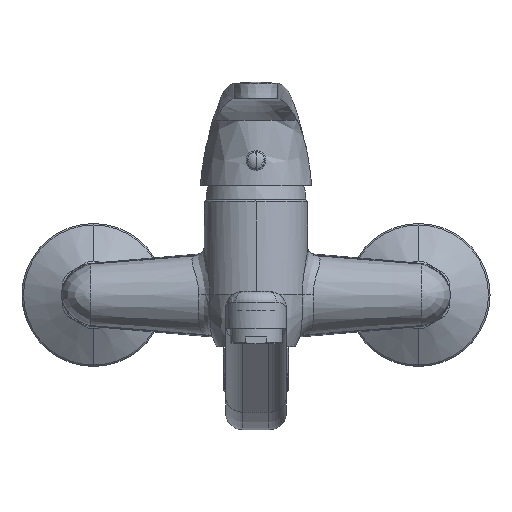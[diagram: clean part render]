
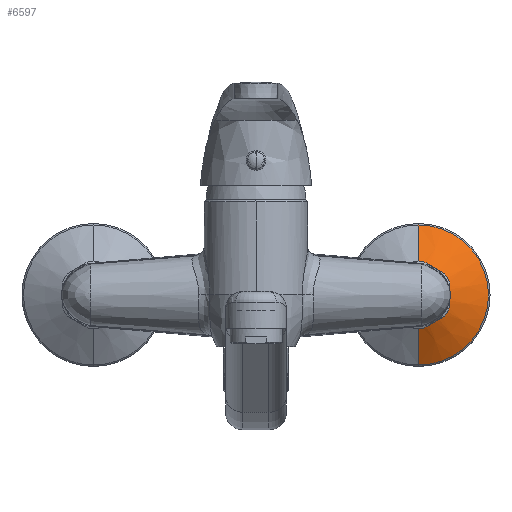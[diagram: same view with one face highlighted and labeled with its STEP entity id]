
A CAD part, top view. The second image highlights one B-rep face of the part: STEP entity #6597.
In plain terms, the highlighted conical face has half-angle 57.619 degrees and reference radius 22.785 mm.
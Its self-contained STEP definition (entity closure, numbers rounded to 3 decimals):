
#41=CARTESIAN_POINT('',(75.,0.,-27.558));
#42=DIRECTION('',(0.,0.,1.));
#43=DIRECTION('',(0.,-1.,0.));
#44=AXIS2_PLACEMENT_3D('',#41,#42,#43);
#46=CARTESIAN_POINT('',(75.,0.,-15.487));
#47=DIRECTION('',(0.,0.,1.));
#48=DIRECTION('',(0.,-1.,0.));
#49=AXIS2_PLACEMENT_3D('',#46,#47,#48);
#56=DIRECTION('',(0.,-0.845,0.536));
#57=VECTOR('',#56,22.54);
#58=CARTESIAN_POINT('',(75.,32.303,-27.558));
#59=LINE('',#58,#57);
#65=DIRECTION('',(0.,0.845,0.536));
#66=VECTOR('',#65,22.54);
#67=CARTESIAN_POINT('',(75.,-32.303,-27.558));
#68=LINE('',#67,#66);
#6442=CARTESIAN_POINT('',(75.,-13.268,-15.487));
#6443=CARTESIAN_POINT('',(75.,13.268,-15.487));
#6444=VERTEX_POINT('',#6442);
#6445=VERTEX_POINT('',#6443);
#6446=CARTESIAN_POINT('',(75.,-32.303,-27.558));
#6447=CARTESIAN_POINT('',(75.,32.303,-27.558));
#6448=VERTEX_POINT('',#6446);
#6449=VERTEX_POINT('',#6447);
#6583=CARTESIAN_POINT('',(75.,0.,-21.523));
#6584=DIRECTION('',(0.,0.,-1.));
#6585=DIRECTION('',(0.,-1.,0.));
#6586=AXIS2_PLACEMENT_3D('',#6583,#6584,#6585);
#6587=CONICAL_SURFACE('',#6586,22.786,57.619);
#6588=ORIENTED_EDGE('',*,*,#6566,.F.);
#6590=ORIENTED_EDGE('',*,*,#6589,.T.);
#6592=ORIENTED_EDGE('',*,*,#6591,.T.);
#6594=ORIENTED_EDGE('',*,*,#6593,.F.);
#6595=EDGE_LOOP('',(#6588,#6590,#6592,#6594));
#6596=FACE_OUTER_BOUND('',#6595,.F.);
#6597=ADVANCED_FACE('',(#6596),#6587,.T.);
#45=CIRCLE('',#44,32.303);
#50=CIRCLE('',#49,13.268);
#6566=EDGE_CURVE('',#6448,#6449,#45,.T.);
#6589=EDGE_CURVE('',#6448,#6444,#68,.T.);
#6591=EDGE_CURVE('',#6444,#6445,#50,.T.);
#6593=EDGE_CURVE('',#6449,#6445,#59,.T.);
